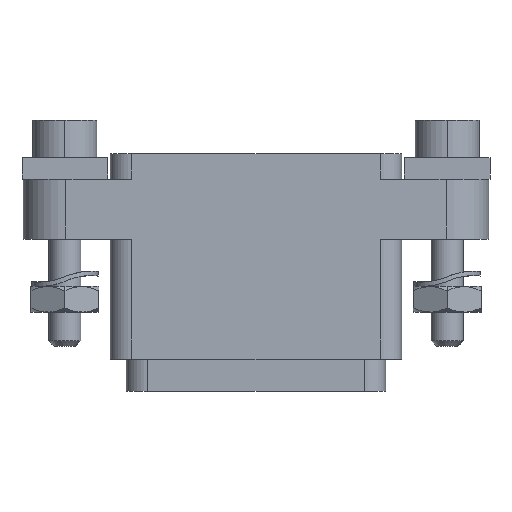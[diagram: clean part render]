
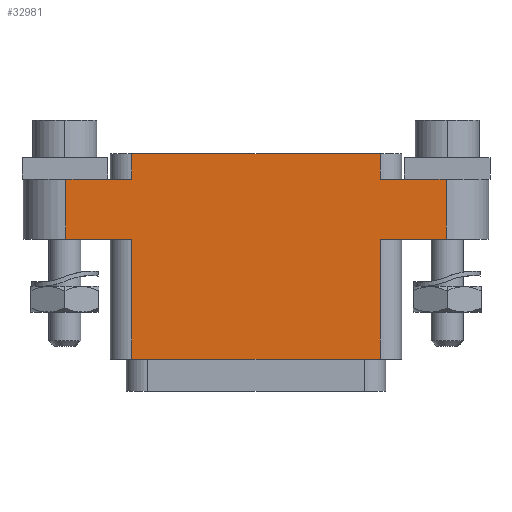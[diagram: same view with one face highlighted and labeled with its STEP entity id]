
A CAD part, front view. The second image highlights one B-rep face of the part: STEP entity #32981.
In plain terms, the highlighted planar face has unit normal (0, -1, 0).
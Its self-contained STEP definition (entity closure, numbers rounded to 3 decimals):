
#2002=DIRECTION('',(1.,0.,0.));
#2003=VECTOR('',#2002,6.15);
#2004=CARTESIAN_POINT('',(11.6,-6.6,11.2));
#2005=LINE('',#2004,#2003);
#2060=DIRECTION('',(1.,0.,0.));
#2061=VECTOR('',#2060,23.2);
#2062=CARTESIAN_POINT('',(-11.6,-6.6,0.));
#2063=LINE('',#2062,#2061);
#2141=DIRECTION('',(1.,0.,0.));
#2142=VECTOR('',#2141,6.15);
#2143=CARTESIAN_POINT('',(-17.75,-6.6,11.2));
#2144=LINE('',#2143,#2142);
#2172=DIRECTION('',(0.,0.,-1.));
#2173=VECTOR('',#2172,11.2);
#2174=CARTESIAN_POINT('',(-11.6,-6.6,11.2));
#2175=LINE('',#2174,#2173);
#2176=DIRECTION('',(0.,0.,-1.));
#2177=VECTOR('',#2176,5.6);
#2178=CARTESIAN_POINT('',(-17.75,-6.6,16.8));
#2179=LINE('',#2178,#2177);
#2180=DIRECTION('',(0.,0.,-1.));
#2181=VECTOR('',#2180,2.4);
#2182=CARTESIAN_POINT('',(-11.6,-6.6,19.2));
#2183=LINE('',#2182,#2181);
#2184=DIRECTION('',(0.,0.,-1.));
#2185=VECTOR('',#2184,2.4);
#2186=CARTESIAN_POINT('',(11.6,-6.6,19.2));
#2187=LINE('',#2186,#2185);
#2188=DIRECTION('',(0.,0.,-1.));
#2189=VECTOR('',#2188,5.6);
#2190=CARTESIAN_POINT('',(17.75,-6.6,16.8));
#2191=LINE('',#2190,#2189);
#2192=DIRECTION('',(0.,0.,-1.));
#2193=VECTOR('',#2192,11.2);
#2194=CARTESIAN_POINT('',(11.6,-6.6,11.2));
#2195=LINE('',#2194,#2193);
#2226=DIRECTION('',(-1.,0.,0.));
#2227=VECTOR('',#2226,6.15);
#2228=CARTESIAN_POINT('',(-11.6,-6.6,16.8));
#2229=LINE('',#2228,#2227);
#2277=DIRECTION('',(1.,0.,0.));
#2278=VECTOR('',#2277,23.2);
#2279=CARTESIAN_POINT('',(-11.6,-6.6,19.2));
#2280=LINE('',#2279,#2278);
#3351=DIRECTION('',(-1.,0.,0.));
#3352=VECTOR('',#3351,6.15);
#3353=CARTESIAN_POINT('',(17.75,-6.6,16.8));
#3354=LINE('',#3353,#3352);
#25121=CARTESIAN_POINT('',(-11.6,-6.6,0.));
#25123=VERTEX_POINT('',#25121);
#25130=CARTESIAN_POINT('',(11.6,-6.6,0.));
#25132=VERTEX_POINT('',#25130);
#26001=CARTESIAN_POINT('',(-11.6,-6.6,19.2));
#26002=VERTEX_POINT('',#26001);
#26003=CARTESIAN_POINT('',(-11.6,-6.6,16.8));
#26004=VERTEX_POINT('',#26003);
#26005=CARTESIAN_POINT('',(11.6,-6.6,19.2));
#26006=CARTESIAN_POINT('',(11.6,-6.6,16.8));
#26007=VERTEX_POINT('',#26005);
#26008=VERTEX_POINT('',#26006);
#26030=CARTESIAN_POINT('',(17.75,-6.6,11.2));
#26032=VERTEX_POINT('',#26030);
#26033=CARTESIAN_POINT('',(17.75,-6.6,16.8));
#26034=VERTEX_POINT('',#26033);
#26045=CARTESIAN_POINT('',(-17.75,-6.6,11.2));
#26047=VERTEX_POINT('',#26045);
#26051=CARTESIAN_POINT('',(-17.75,-6.6,16.8));
#26052=VERTEX_POINT('',#26051);
#26175=CARTESIAN_POINT('',(-11.6,-6.6,11.2));
#26176=VERTEX_POINT('',#26175);
#26179=CARTESIAN_POINT('',(11.6,-6.6,11.2));
#26180=VERTEX_POINT('',#26179);
#32954=CARTESIAN_POINT('',(-13.6,-6.6,0.));
#32955=DIRECTION('',(0.,-1.,0.));
#32956=DIRECTION('',(1.,0.,0.));
#32957=AXIS2_PLACEMENT_3D('',#32954,#32955,#32956);
#32958=PLANE('',#32957);
#32959=ORIENTED_EDGE('',*,*,#32947,.F.);
#32960=ORIENTED_EDGE('',*,*,#32915,.F.);
#32962=ORIENTED_EDGE('',*,*,#32961,.F.);
#32964=ORIENTED_EDGE('',*,*,#32963,.F.);
#32966=ORIENTED_EDGE('',*,*,#32965,.F.);
#32968=ORIENTED_EDGE('',*,*,#32967,.T.);
#32970=ORIENTED_EDGE('',*,*,#32969,.T.);
#32972=ORIENTED_EDGE('',*,*,#32971,.F.);
#32974=ORIENTED_EDGE('',*,*,#32973,.T.);
#32975=ORIENTED_EDGE('',*,*,#32814,.F.);
#32977=ORIENTED_EDGE('',*,*,#32976,.T.);
#32978=ORIENTED_EDGE('',*,*,#32858,.F.);
#32979=EDGE_LOOP('',(#32959,#32960,#32962,#32964,#32966,#32968,#32970,#32972,
#32974,#32975,#32977,#32978));
#32980=FACE_OUTER_BOUND('',#32979,.F.);
#32981=ADVANCED_FACE('',(#32980),#32958,.T.);
#32814=EDGE_CURVE('',#26180,#26032,#2005,.T.);
#32858=EDGE_CURVE('',#25123,#25132,#2063,.T.);
#32915=EDGE_CURVE('',#26047,#26176,#2144,.T.);
#32947=EDGE_CURVE('',#26176,#25123,#2175,.T.);
#32961=EDGE_CURVE('',#26052,#26047,#2179,.T.);
#32963=EDGE_CURVE('',#26004,#26052,#2229,.T.);
#32965=EDGE_CURVE('',#26002,#26004,#2183,.T.);
#32967=EDGE_CURVE('',#26002,#26007,#2280,.T.);
#32969=EDGE_CURVE('',#26007,#26008,#2187,.T.);
#32971=EDGE_CURVE('',#26034,#26008,#3354,.T.);
#32973=EDGE_CURVE('',#26034,#26032,#2191,.T.);
#32976=EDGE_CURVE('',#26180,#25132,#2195,.T.);
